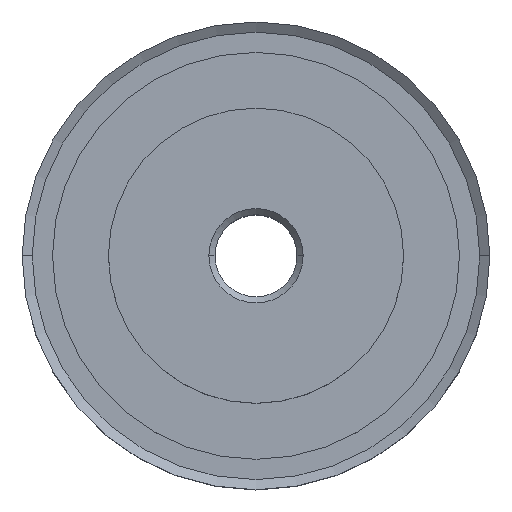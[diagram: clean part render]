
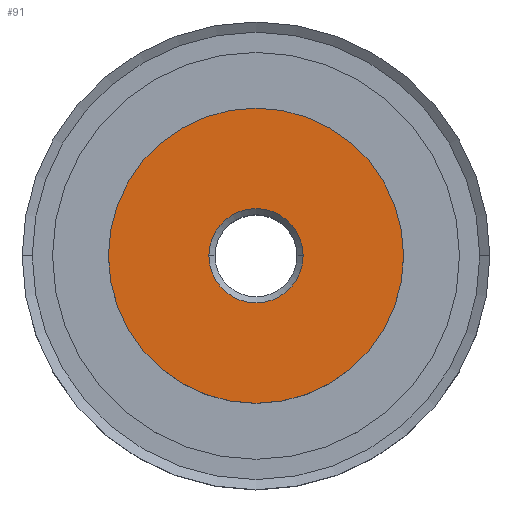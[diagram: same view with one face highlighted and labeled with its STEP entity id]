
A CAD part, top view. The second image highlights one B-rep face of the part: STEP entity #91.
In plain terms, the highlighted planar face has unit normal (0, 0, 1).
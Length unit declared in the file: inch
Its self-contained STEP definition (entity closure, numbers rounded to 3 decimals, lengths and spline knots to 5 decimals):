
#91 = ADVANCED_FACE ( 'NONE', ( #7938, #4379 ), #6362, .T. ) ;
#194 = DIRECTION ( 'NONE',  ( 1., 0., 0. ) ) ;
#941 = CARTESIAN_POINT ( 'NONE',  ( 0., 0., 0.5 ) ) ;
#1057 = ORIENTED_EDGE ( 'NONE', *, *, #5046, .T. ) ;
#1405 = AXIS2_PLACEMENT_3D ( 'NONE', #8857, #4553, #194 ) ;
#1450 = CARTESIAN_POINT ( 'NONE',  ( 1.125, 0., 0.5 ) ) ;
#1659 = DIRECTION ( 'NONE',  ( 1., 0., 0. ) ) ;
#2281 = VERTEX_POINT ( 'NONE', #8162 ) ;
#2320 = AXIS2_PLACEMENT_3D ( 'NONE', #4075, #9096, #4798 ) ;
#2864 = CIRCLE ( 'NONE', #1405, 0.35937 ) ;
#2930 = ORIENTED_EDGE ( 'NONE', *, *, #3298, .T. ) ;
#3298 = EDGE_CURVE ( 'NONE', #7357, #6683, #6363, .T. ) ;
#3466 = CARTESIAN_POINT ( 'NONE',  ( -0.35937, 0., 0.5 ) ) ;
#3719 = DIRECTION ( 'NONE',  ( 0., 0., 1. ) ) ;
#4075 = CARTESIAN_POINT ( 'NONE',  ( 0., 0., 0.5 ) ) ;
#4332 = EDGE_LOOP ( 'NONE', ( #7161, #8175 ) ) ;
#4333 = CARTESIAN_POINT ( 'NONE',  ( -1.125, 0., 0.5 ) ) ;
#4379 = FACE_OUTER_BOUND ( 'NONE', #9062, .T. ) ;
#4553 = DIRECTION ( 'NONE',  ( 0., 0., 1. ) ) ;
#4668 = CIRCLE ( 'NONE', #5835, 0.35937 ) ;
#4690 = EDGE_CURVE ( 'NONE', #5397, #2281, #2864, .T. ) ;
#4798 = DIRECTION ( 'NONE',  ( 1., 0., 0. ) ) ;
#5046 = EDGE_CURVE ( 'NONE', #6683, #7357, #7891, .T. ) ;
#5397 = VERTEX_POINT ( 'NONE', #3466 ) ;
#5835 = AXIS2_PLACEMENT_3D ( 'NONE', #941, #5999, #1659 ) ;
#5934 = EDGE_CURVE ( 'NONE', #2281, #5397, #4668, .T. ) ;
#5999 = DIRECTION ( 'NONE',  ( 0., 0., 1. ) ) ;
#6362 = PLANE ( 'NONE',  #7702 ) ;
#6363 = CIRCLE ( 'NONE', #2320, 1.125 ) ;
#6542 = AXIS2_PLACEMENT_3D ( 'NONE', #7991, #3719, #8743 ) ;
#6683 = VERTEX_POINT ( 'NONE', #4333 ) ;
#6850 = DIRECTION ( 'NONE',  ( 1., 0., 0. ) ) ;
#7161 = ORIENTED_EDGE ( 'NONE', *, *, #5934, .F. ) ;
#7357 = VERTEX_POINT ( 'NONE', #1450 ) ;
#7702 = AXIS2_PLACEMENT_3D ( 'NONE', #8458, #9112, #6850 ) ;
#7891 = CIRCLE ( 'NONE', #6542, 1.125 ) ;
#7938 = FACE_BOUND ( 'NONE', #4332, .T. ) ;
#7991 = CARTESIAN_POINT ( 'NONE',  ( 0., 0., 0.5 ) ) ;
#8162 = CARTESIAN_POINT ( 'NONE',  ( 0.35937, 0., 0.5 ) ) ;
#8175 = ORIENTED_EDGE ( 'NONE', *, *, #4690, .F. ) ;
#8458 = CARTESIAN_POINT ( 'NONE',  ( 0., 0., 0.5 ) ) ;
#8743 = DIRECTION ( 'NONE',  ( 1., 0., 0. ) ) ;
#8857 = CARTESIAN_POINT ( 'NONE',  ( 0., 0., 0.5 ) ) ;
#9062 = EDGE_LOOP ( 'NONE', ( #1057, #2930 ) ) ;
#9096 = DIRECTION ( 'NONE',  ( 0., 0., 1. ) ) ;
#9112 = DIRECTION ( 'NONE',  ( 0., 0., 1. ) ) ;
